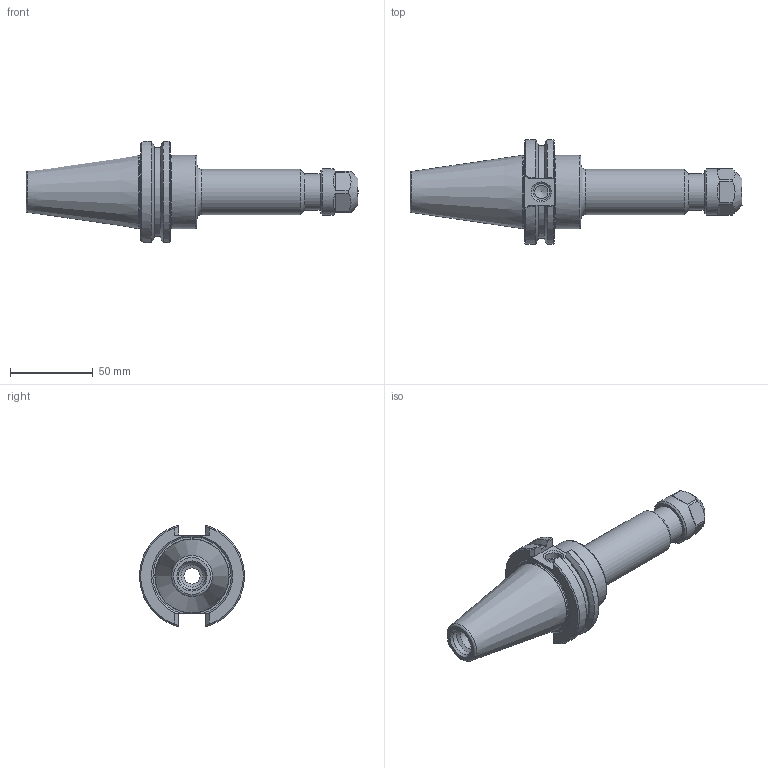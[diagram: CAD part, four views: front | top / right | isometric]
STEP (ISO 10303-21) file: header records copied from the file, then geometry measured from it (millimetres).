
FILE_DESCRIPTION((''),'2;1');
FILE_NAME('C40F-16ERC522.stp','2015-04-08T17:01:43',('blaste'),(''),'Autodesk Inventor 2012','Autodesk Inventor 2012','');
FILE_SCHEMA(('AUTOMOTIVE_DESIGN { 1 0 10303 214 1 1 1 1 }'));
Length unit declared in the file: inch
Products named in the file (3): C40F-16ERC522; C40F-16ER5-1; 16ERHCN
Assembly tree (2 placements, depth 2):
  C40F-16ERC522
    C40F-16ER5-1
    16ERHCN
Bounding box: 200.85 x 63.28 x 61.11 mm (x, y, z)
Volume: 168519.3 mm3; surface area: 36530.3 mm2
Topology: 2 solids, 2 shells, 116 faces, 299 edges, 193 vertices
Faces by surface type: plane 51, cone 26, cylinder 23, torus 12, bspline 4
Full cylindrical faces by diameter (mm): 8 x1, 9.728 x1, 10.135 x1, 11.176 x1, 11.5 x1, 13.383 x1, 13.386 x1, 16.459 x1, 16.8 x1, 20.5 x1, 22 x1, 23 x1, 27.432 x1, 28 x1, 43.942 x1, 44.45 x1
Entity records: 4191 total; most frequent: CARTESIAN_POINT 1510, DIRECTION 503, ORIENTED_EDGE 498, EDGE_CURVE 249, AXIS2_PLACEMENT_3D 208, VERTEX_POINT 182, EDGE_LOOP 165, FACE_OUTER_BOUND 116
